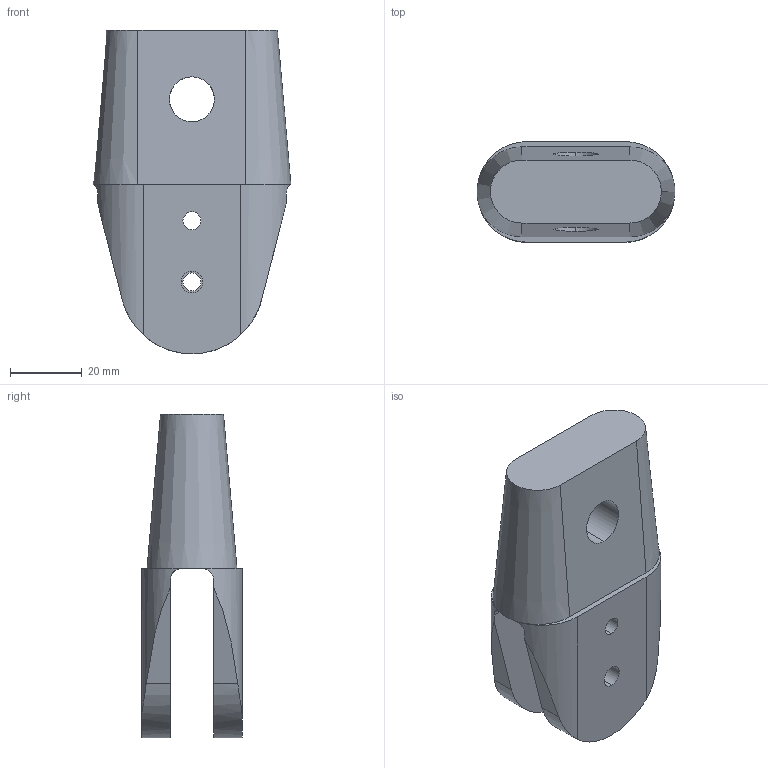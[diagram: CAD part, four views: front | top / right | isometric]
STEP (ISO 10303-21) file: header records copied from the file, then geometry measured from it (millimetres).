
FILE_DESCRIPTION (( 'STEP AP214' ), '1' );
FILE_NAME ('support grapin.STEP', '2020-05-26T10:57:55', ( '' ), ( '' ), 'SwSTEP 2.0', 'SolidWorks 2016', '' );
FILE_SCHEMA (( 'AUTOMOTIVE_DESIGN' ));
Length unit declared in the file: millimetre
Products named in the file (1): support grapin
Bounding box: 54.98 x 28 x 90 mm (x, y, z)
Volume: 68662.3 mm3; surface area: 16975.7 mm2
Topology: 1 solids, 1 shells, 37 faces, 101 edges, 66 vertices
Faces by surface type: cylinder 20, plane 14, cone 3
Entity records: 1345 total; most frequent: CARTESIAN_POINT 333, ORIENTED_EDGE 202, DIRECTION 199, EDGE_CURVE 101, AXIS2_PLACEMENT_3D 76, VERTEX_POINT 66, EDGE_LOOP 47, VECTOR 47
